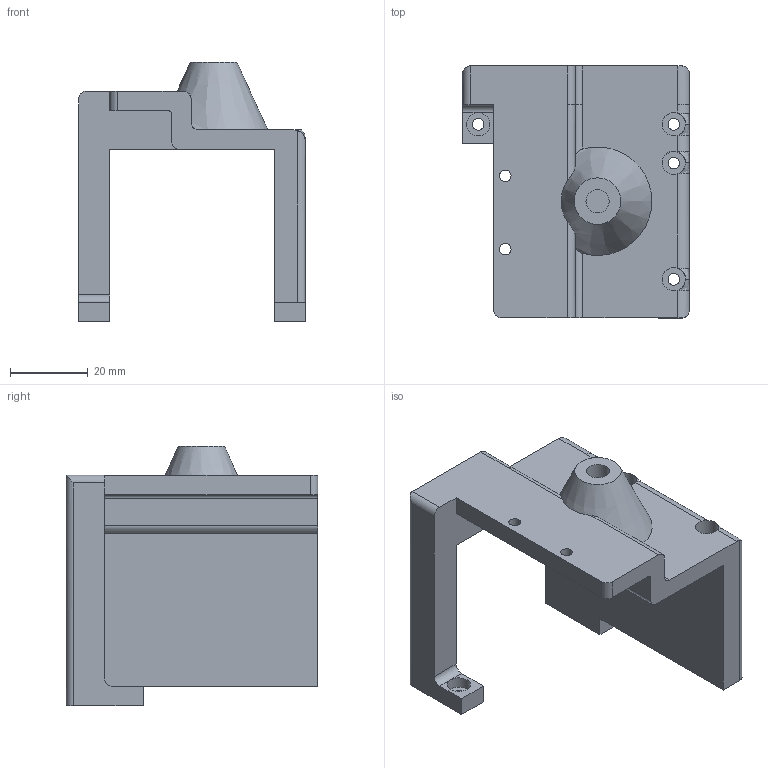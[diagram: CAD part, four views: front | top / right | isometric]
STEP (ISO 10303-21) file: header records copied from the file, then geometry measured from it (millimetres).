
FILE_DESCRIPTION(('FreeCAD Model'),'2;1');
FILE_NAME('Table Holder Base Endstop X.step','2015-07-17T15:07:28',('Author'),(''), 'Open CASCADE STEP processor 6.8','FreeCAD','Unknown');
FILE_SCHEMA(('AUTOMOTIVE_DESIGN_CC2 { 1 2 10303 214 -1 1 5 4 }'));
Length unit declared in the file: millimetre
Products named in the file (1): Table_Holder_With_Top_Hole
Bounding box: 58.5 x 65 x 67 mm (x, y, z)
Volume: 48437.7 mm3; surface area: 20408.1 mm2
Topology: 1 solids, 1 shells, 64 faces, 178 edges, 117 vertices
Faces by surface type: cylinder 30, plane 27, bspline 6, cone 1
Full cylindrical faces by diameter (mm): 3 x6, 6 x5
Entity records: 6129 total; most frequent: CARTESIAN_POINT 2263, DIRECTION 608, LINE 353, VECTOR 353, ORIENTED_EDGE 352, PCURVE 352, DEFINITIONAL_REPRESENTATION 352, EDGE_CURVE 176
